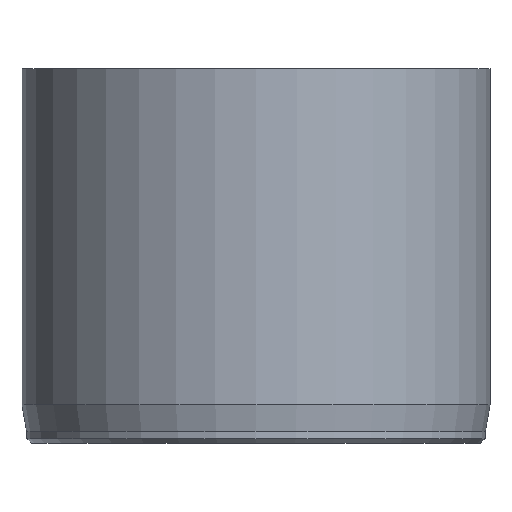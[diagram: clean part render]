
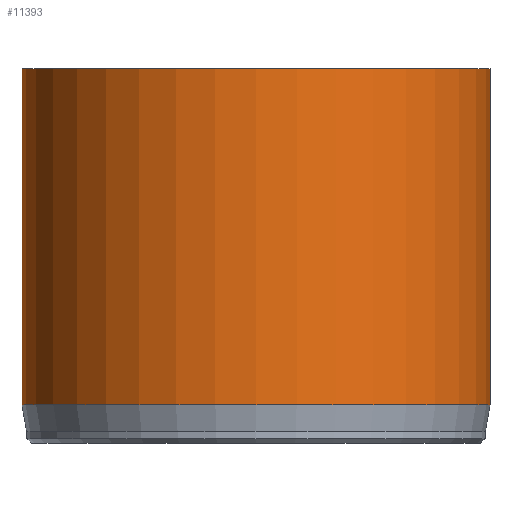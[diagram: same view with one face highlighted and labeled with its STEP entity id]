
A CAD part, front view. The second image highlights one B-rep face of the part: STEP entity #11393.
In plain terms, the highlighted cylindrical face has radius 10 mm (diameter 20 mm), a full revolution.
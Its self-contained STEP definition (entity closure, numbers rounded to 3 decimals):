
#1494=CYLINDRICAL_SURFACE('',#11938,10.);
#1786=FACE_OUTER_BOUND('',#2447,.T.);
#2447=EDGE_LOOP('',(#9167,#9168,#9169,#9170,#9171));
#3234=LINE('',#17628,#4156);
#4156=VECTOR('',#12744,10.);
#4686=CIRCLE('',#11923,10.);
#4691=CIRCLE('',#11936,10.);
#4692=CIRCLE('',#11937,10.);
#5227=VERTEX_POINT('',#17601);
#5232=VERTEX_POINT('',#17622);
#5233=VERTEX_POINT('',#17623);
#6643=EDGE_CURVE('',#5227,#5227,#4686,.T.);
#6651=EDGE_CURVE('',#5232,#5233,#4691,.T.);
#6652=EDGE_CURVE('',#5233,#5232,#4692,.T.);
#6654=EDGE_CURVE('',#5227,#5232,#3234,.T.);
#9167=ORIENTED_EDGE('',*,*,#6643,.T.);
#9168=ORIENTED_EDGE('',*,*,#6654,.T.);
#9169=ORIENTED_EDGE('',*,*,#6651,.T.);
#9170=ORIENTED_EDGE('',*,*,#6652,.T.);
#9171=ORIENTED_EDGE('',*,*,#6654,.F.);
#11393=ADVANCED_FACE('',(#1786),#1494,.T.);
#11923=AXIS2_PLACEMENT_3D('',#17602,#12708,#12709);
#11936=AXIS2_PLACEMENT_3D('',#17624,#12737,#12738);
#11937=AXIS2_PLACEMENT_3D('',#17625,#12739,#12740);
#11938=AXIS2_PLACEMENT_3D('',#17627,#12742,#12743);
#12708=DIRECTION('center_axis',(0.,0.,-1.));
#12709=DIRECTION('ref_axis',(-1.,0.,0.));
#12737=DIRECTION('center_axis',(0.,0.,1.));
#12738=DIRECTION('ref_axis',(-1.,0.,0.));
#12739=DIRECTION('center_axis',(0.,0.,1.));
#12740=DIRECTION('ref_axis',(-1.,0.,0.));
#12742=DIRECTION('center_axis',(0.,0.,1.));
#12743=DIRECTION('ref_axis',(-1.,0.,0.));
#12744=DIRECTION('',(0.,0.,-1.));
#17601=CARTESIAN_POINT('',(10.,0.,16.));
#17602=CARTESIAN_POINT('Origin',(0.,0.,16.));
#17622=CARTESIAN_POINT('',(10.,0.,1.634));
#17623=CARTESIAN_POINT('',(-10.,0.,1.634));
#17624=CARTESIAN_POINT('Origin',(0.,0.,1.634));
#17625=CARTESIAN_POINT('Origin',(0.,0.,1.634));
#17627=CARTESIAN_POINT('Origin',(0.,0.,0.));
#17628=CARTESIAN_POINT('',(10.,0.,0.));
